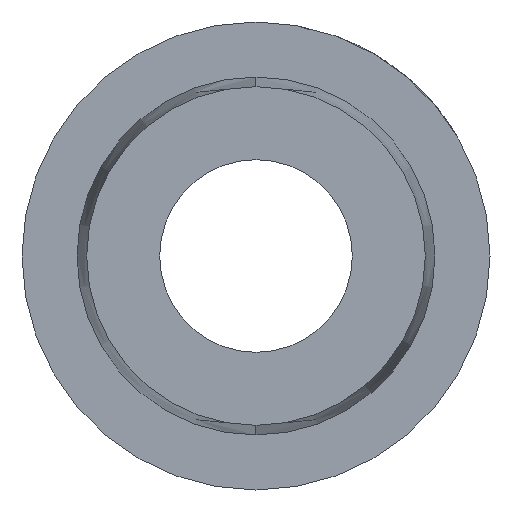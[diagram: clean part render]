
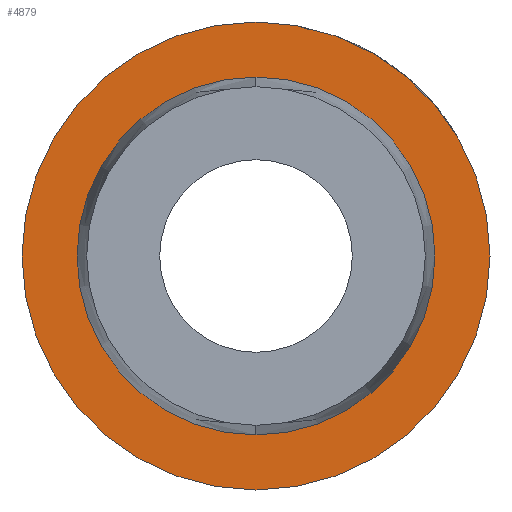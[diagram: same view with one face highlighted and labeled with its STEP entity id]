
A CAD part, left-side view. The second image highlights one B-rep face of the part: STEP entity #4879.
In plain terms, the highlighted planar face has unit normal (-1, 0, 0).
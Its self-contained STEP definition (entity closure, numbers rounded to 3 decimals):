
#80 = PLANE ( 'NONE',  #2773 ) ;
#120 = DIRECTION ( 'NONE',  ( -1., 0., 0. ) ) ;
#263 = VERTEX_POINT ( 'NONE', #5178 ) ;
#326 = CARTESIAN_POINT ( 'NONE',  ( 13.5, 0., 0. ) ) ;
#604 = AXIS2_PLACEMENT_3D ( 'NONE', #2964, #3775, #3260 ) ;
#607 = ORIENTED_EDGE ( 'NONE', *, *, #4520, .T. ) ;
#962 = CARTESIAN_POINT ( 'NONE',  ( 13.5, 0., 0. ) ) ;
#1011 = DIRECTION ( 'NONE',  ( 0., 0., 1. ) ) ;
#1398 = DIRECTION ( 'NONE',  ( 0., 0., -1. ) ) ;
#1666 = DIRECTION ( 'NONE',  ( 0., 0., 1. ) ) ;
#1742 = DIRECTION ( 'NONE',  ( -1., 0., 0. ) ) ;
#1839 = CIRCLE ( 'NONE', #2684, 8.5 ) ;
#1869 = CARTESIAN_POINT ( 'NONE',  ( 13.5, 0., -8.5 ) ) ;
#1984 = ORIENTED_EDGE ( 'NONE', *, *, #2164, .F. ) ;
#2085 = FACE_OUTER_BOUND ( 'NONE', #4394, .T. ) ;
#2164 = EDGE_CURVE ( 'NONE', #3347, #5041, #2894, .T. ) ;
#2245 = CARTESIAN_POINT ( 'NONE',  ( 13.5, 0., 6.5 ) ) ;
#2372 = EDGE_CURVE ( 'NONE', #263, #4897, #1839, .T. ) ;
#2499 = CARTESIAN_POINT ( 'NONE',  ( 13.5, 0., -6.5 ) ) ;
#2601 = CIRCLE ( 'NONE', #4626, 8.5 ) ;
#2639 = EDGE_LOOP ( 'NONE', ( #3597, #1984 ) ) ;
#2684 = AXIS2_PLACEMENT_3D ( 'NONE', #962, #120, #4038 ) ;
#2773 = AXIS2_PLACEMENT_3D ( 'NONE', #5016, #3434, #1398 ) ;
#2807 = ORIENTED_EDGE ( 'NONE', *, *, #2372, .T. ) ;
#2894 = CIRCLE ( 'NONE', #604, 6.5 ) ;
#2917 = EDGE_CURVE ( 'NONE', #5041, #3347, #4119, .T. ) ;
#2964 = CARTESIAN_POINT ( 'NONE',  ( 13.5, 0., 0. ) ) ;
#3205 = AXIS2_PLACEMENT_3D ( 'NONE', #326, #4346, #1011 ) ;
#3260 = DIRECTION ( 'NONE',  ( 0., 0., 1. ) ) ;
#3347 = VERTEX_POINT ( 'NONE', #2499 ) ;
#3434 = DIRECTION ( 'NONE',  ( 1., 0., 0. ) ) ;
#3597 = ORIENTED_EDGE ( 'NONE', *, *, #2917, .F. ) ;
#3775 = DIRECTION ( 'NONE',  ( -1., 0., 0. ) ) ;
#4038 = DIRECTION ( 'NONE',  ( 0., 0., 1. ) ) ;
#4119 = CIRCLE ( 'NONE', #3205, 6.5 ) ;
#4346 = DIRECTION ( 'NONE',  ( -1., 0., 0. ) ) ;
#4394 = EDGE_LOOP ( 'NONE', ( #2807, #607 ) ) ;
#4520 = EDGE_CURVE ( 'NONE', #4897, #263, #2601, .T. ) ;
#4626 = AXIS2_PLACEMENT_3D ( 'NONE', #4999, #1742, #1666 ) ;
#4879 = ADVANCED_FACE ( 'NONE', ( #4890, #2085 ), #80, .F. ) ;
#4890 = FACE_BOUND ( 'NONE', #2639, .T. ) ;
#4897 = VERTEX_POINT ( 'NONE', #1869 ) ;
#4999 = CARTESIAN_POINT ( 'NONE',  ( 13.5, 0., 0. ) ) ;
#5016 = CARTESIAN_POINT ( 'NONE',  ( 13.5, 6.5, 0. ) ) ;
#5041 = VERTEX_POINT ( 'NONE', #2245 ) ;
#5178 = CARTESIAN_POINT ( 'NONE',  ( 13.5, 0., 8.5 ) ) ;
